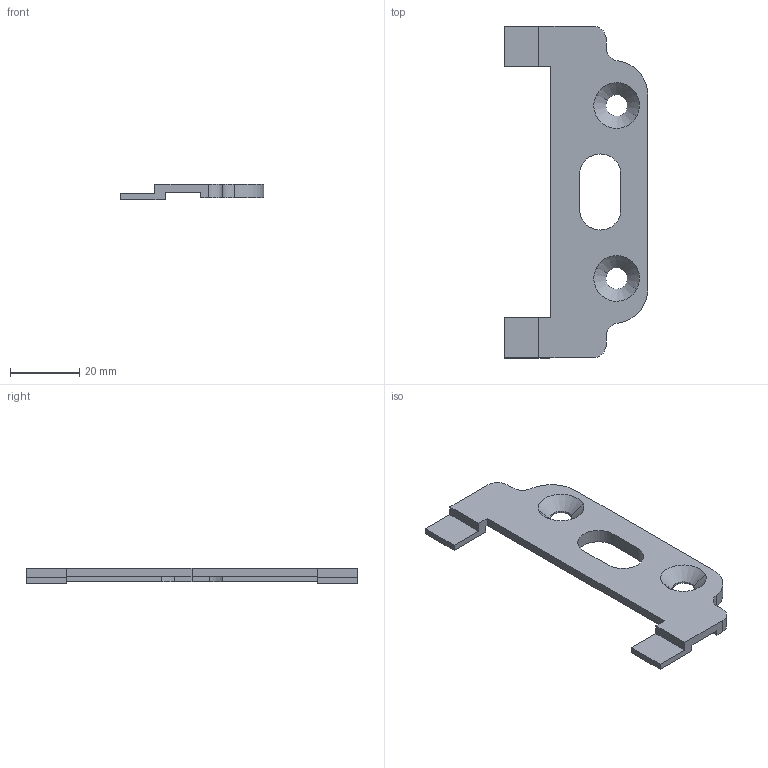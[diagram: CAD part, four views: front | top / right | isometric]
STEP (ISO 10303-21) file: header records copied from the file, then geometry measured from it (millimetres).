
FILE_DESCRIPTION(('CATIA V5 STEP Exchange'),'2;1');
FILE_NAME('Patte Support axe couteaux - 01.stp','2017-05-20T11:04:23+00:00',('none'),('none'),'CATIA Version 5 Release 16 (IN-10)','CATIA V5 STEP AP203','none');
FILE_SCHEMA(('CONFIG_CONTROL_DESIGN'));
Length unit declared in the file: millimetre
Products named in the file (1): Patte Support axe couteaux - 01
Bounding box: 41.5 x 96 x 4.55 mm (x, y, z)
Volume: 7524.1 mm3; surface area: 6270.2 mm2
Topology: 1 solids, 1 shells, 44 faces, 125 edges, 82 vertices
Faces by surface type: plane 28, cylinder 12, cone 4
Entity records: 1381 total; most frequent: ORIENTED_EDGE 250, CARTESIAN_POINT 238, DIRECTION 185, EDGE_CURVE 125, VECTOR 95, LINE 95, VERTEX_POINT 82, AXIS2_PLACEMENT_3D 61
